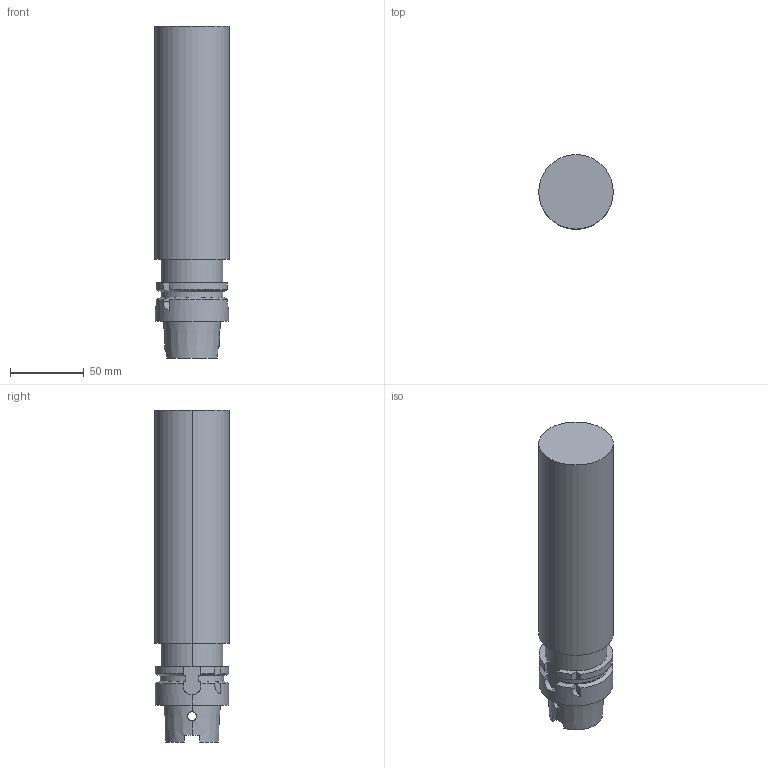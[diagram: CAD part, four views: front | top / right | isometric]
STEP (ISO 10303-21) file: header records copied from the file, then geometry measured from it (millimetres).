
FILE_DESCRIPTION (( 'STEP AP203' ), '1' );
FILE_NAME ('STP-SAKEM-72.001.50.5.200.STEP', '2021-05-10T00:17:15', ( '' ), ( '' ), 'SwSTEP 2.0', 'SolidWorks 2017', '' );
FILE_SCHEMA (( 'CONFIG_CONTROL_DESIGN' ));
Length unit declared in the file: millimetre
Products named in the file (1): STP-SAKEM-72.001.50.5.200
Bounding box: 50.5 x 50.5 x 225 mm (x, y, z)
Volume: 388474.2 mm3; surface area: 43491.1 mm2
Topology: 1 solids, 1 shells, 78 faces, 210 edges, 133 vertices
Faces by surface type: plane 33, cylinder 31, cone 10, torus 4
Entity records: 2973 total; most frequent: CARTESIAN_POINT 959, ORIENTED_EDGE 420, DIRECTION 394, EDGE_CURVE 210, AXIS2_PLACEMENT_3D 146, VERTEX_POINT 133, LINE 102, VECTOR 102
